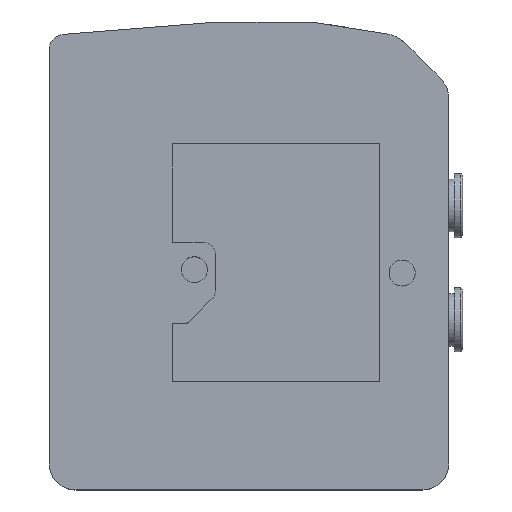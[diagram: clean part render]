
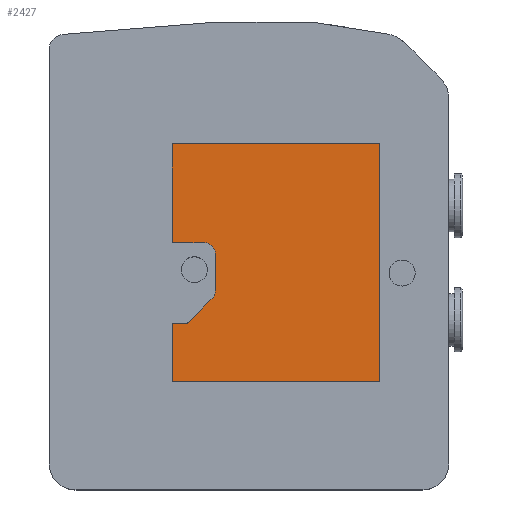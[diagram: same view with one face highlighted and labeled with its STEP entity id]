
A CAD part, top view. The second image highlights one B-rep face of the part: STEP entity #2427.
In plain terms, the highlighted planar face has unit normal (0, 0, 1).
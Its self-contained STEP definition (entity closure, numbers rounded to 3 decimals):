
#2035=CARTESIAN_POINT('',(25.15,21.6,11.85));
#2036=VERTEX_POINT('',#2035);
#2037=CARTESIAN_POINT('',(-14.75,21.6,11.85));
#2038=VERTEX_POINT('',#2037);
#2039=CARTESIAN_POINT('',(25.15,21.6,11.85));
#2040=DIRECTION('',(-1.0,0.0,0.0));
#2041=VECTOR('',#2040,39.9);
#2042=LINE('',#2039,#2041);
#2043=EDGE_CURVE('',#2036,#2038,#2042,.T.);
#2075=CARTESIAN_POINT('',(-14.75,2.55,11.85));
#2076=VERTEX_POINT('',#2075);
#2077=CARTESIAN_POINT('',(-14.75,21.6,11.85));
#2078=DIRECTION('',(0.0,-1.0,0.0));
#2079=VECTOR('',#2078,19.05);
#2080=LINE('',#2077,#2079);
#2081=EDGE_CURVE('',#2038,#2076,#2080,.T.);
#2106=CARTESIAN_POINT('',(-8.6,2.55,11.85));
#2107=VERTEX_POINT('',#2106);
#2108=CARTESIAN_POINT('',(-14.75,2.55,11.85));
#2109=DIRECTION('',(1.0,0.0,0.0));
#2110=VECTOR('',#2109,6.15);
#2111=LINE('',#2108,#2110);
#2112=EDGE_CURVE('',#2076,#2107,#2111,.T.);
#2137=CARTESIAN_POINT('',(-6.5,0.45,11.85));
#2138=VERTEX_POINT('',#2137);
#2139=CARTESIAN_POINT('',(-8.6,0.45,11.85));
#2140=DIRECTION('',(0.0,0.0,-1.0));
#2141=DIRECTION('',(1.0,0.0,0.0));
#2142=AXIS2_PLACEMENT_3D('',#2139,#2140,#2141);
#2143=CIRCLE('',#2142,2.1);
#2144=EDGE_CURVE('',#2107,#2138,#2143,.T.);
#2170=CARTESIAN_POINT('',(-6.5,-6.743,11.85));
#2171=VERTEX_POINT('',#2170);
#2172=CARTESIAN_POINT('',(-6.5,0.45,11.85));
#2173=DIRECTION('',(0.0,-1.0,0.0));
#2174=VECTOR('',#2173,7.193);
#2175=LINE('',#2172,#2174);
#2176=EDGE_CURVE('',#2138,#2171,#2175,.T.);
#2201=CARTESIAN_POINT('',(-7.115,-8.228,11.85));
#2202=VERTEX_POINT('',#2201);
#2203=CARTESIAN_POINT('',(-8.6,-6.743,11.85));
#2204=DIRECTION('',(0.0,0.0,-1.));
#2205=DIRECTION('',(0.707,-0.707,0.0));
#2206=AXIS2_PLACEMENT_3D('',#2203,#2204,#2205);
#2207=CIRCLE('',#2206,2.1);
#2208=EDGE_CURVE('',#2171,#2202,#2207,.T.);
#2234=CARTESIAN_POINT('',(-11.712,-12.824,11.85));
#2235=VERTEX_POINT('',#2234);
#2236=CARTESIAN_POINT('',(-7.115,-8.228,11.85));
#2237=DIRECTION('',(-0.707,-0.707,0.0));
#2238=VECTOR('',#2237,6.501);
#2239=LINE('',#2236,#2238);
#2240=EDGE_CURVE('',#2202,#2235,#2239,.T.);
#2265=CARTESIAN_POINT('',(-12.136,-13.,11.85));
#2266=VERTEX_POINT('',#2265);
#2267=CARTESIAN_POINT('',(-12.136,-12.4,11.85));
#2268=DIRECTION('',(0.0,0.0,-1.0));
#2269=DIRECTION('',(0.0,-1.0,0.0));
#2270=AXIS2_PLACEMENT_3D('',#2267,#2268,#2269);
#2271=CIRCLE('',#2270,0.6);
#2272=EDGE_CURVE('',#2235,#2266,#2271,.T.);
#2298=CARTESIAN_POINT('',(-14.75,-13.,11.85));
#2299=VERTEX_POINT('',#2298);
#2300=CARTESIAN_POINT('',(-12.136,-13.,11.85));
#2301=DIRECTION('',(-1.0,0.0,0.0));
#2302=VECTOR('',#2301,2.614);
#2303=LINE('',#2300,#2302);
#2304=EDGE_CURVE('',#2266,#2299,#2303,.T.);
#2329=CARTESIAN_POINT('',(-14.75,-24.2,11.85));
#2330=VERTEX_POINT('',#2329);
#2331=CARTESIAN_POINT('',(-14.75,-13.,11.85));
#2332=DIRECTION('',(0.0,-1.0,0.0));
#2333=VECTOR('',#2332,11.2);
#2334=LINE('',#2331,#2333);
#2335=EDGE_CURVE('',#2299,#2330,#2334,.T.);
#2360=CARTESIAN_POINT('',(25.15,-24.2,11.85));
#2361=VERTEX_POINT('',#2360);
#2362=CARTESIAN_POINT('',(-14.75,-24.2,11.85));
#2363=DIRECTION('',(1.0,0.0,0.0));
#2364=VECTOR('',#2363,39.9);
#2365=LINE('',#2362,#2364);
#2366=EDGE_CURVE('',#2330,#2361,#2365,.T.);
#2391=CARTESIAN_POINT('',(25.15,-24.2,11.85));
#2392=DIRECTION('',(0.0,1.0,0.0));
#2393=VECTOR('',#2392,45.8);
#2394=LINE('',#2391,#2393);
#2395=EDGE_CURVE('',#2361,#2036,#2394,.T.);
#2408=CARTESIAN_POINT('',(4.708,-1.435,11.85));
#2409=DIRECTION('',(0.0,0.0,1.0));
#2410=DIRECTION('',(1.0,0.0,0.0));
#2411=AXIS2_PLACEMENT_3D('',#2408,#2409,#2410);
#2412=PLANE('',#2411);
#2413=ORIENTED_EDGE('',*,*,#2043,.T.);
#2414=ORIENTED_EDGE('',*,*,#2081,.T.);
#2415=ORIENTED_EDGE('',*,*,#2112,.T.);
#2416=ORIENTED_EDGE('',*,*,#2144,.T.);
#2417=ORIENTED_EDGE('',*,*,#2176,.T.);
#2418=ORIENTED_EDGE('',*,*,#2208,.T.);
#2419=ORIENTED_EDGE('',*,*,#2240,.T.);
#2420=ORIENTED_EDGE('',*,*,#2272,.T.);
#2421=ORIENTED_EDGE('',*,*,#2304,.T.);
#2422=ORIENTED_EDGE('',*,*,#2335,.T.);
#2423=ORIENTED_EDGE('',*,*,#2366,.T.);
#2424=ORIENTED_EDGE('',*,*,#2395,.T.);
#2425=EDGE_LOOP('',(#2413,#2414,#2415,#2416,#2417,#2418,#2419,#2420,#2421,#2422,#2423,#2424));
#2426=FACE_OUTER_BOUND('',#2425,.T.);
#2427=ADVANCED_FACE('',(#2426),#2412,.T.);
